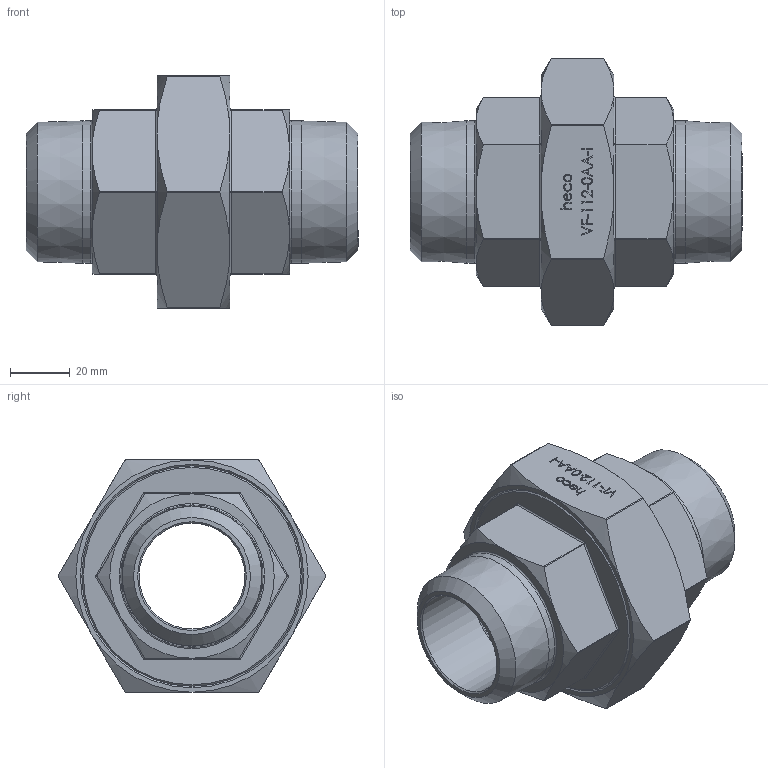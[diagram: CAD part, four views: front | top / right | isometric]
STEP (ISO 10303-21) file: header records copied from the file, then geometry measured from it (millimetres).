
FILE_DESCRIPTION (( 'STEP AP214' ), '1' );
FILE_NAME ('heco_VF-112-0AA-I.STEP', '2016-07-06T07:52:36', ( '' ), ( '' ), 'SwSTEP 2.0', 'SolidWorks 2011', '' );
FILE_SCHEMA (( 'AUTOMOTIVE_DESIGN' ));
Length unit declared in the file: millimetre
Products named in the file (1): heco_VF-112-0AA-I
Bounding box: 111.5 x 89.97 x 78.05 mm (x, y, z)
Volume: 190849 mm3; surface area: 41834 mm2
Topology: 1 solids, 1 shells, 272 faces, 665 edges, 412 vertices
Faces by surface type: plane 135, bspline 62, cylinder 36, cone 36, torus 3
Full cylindrical faces by diameter (mm): 35.5 x2, 39.5 x1, 72 x1, 73.4 x1, 74 x1
Entity records: 12428 total; most frequent: CARTESIAN_POINT 5107, ORIENTED_EDGE 1256, DIRECTION 894, EDGE_CURVE 628, VERTEX_POINT 408, VECTOR 368, LINE 368, EDGE_LOOP 324
